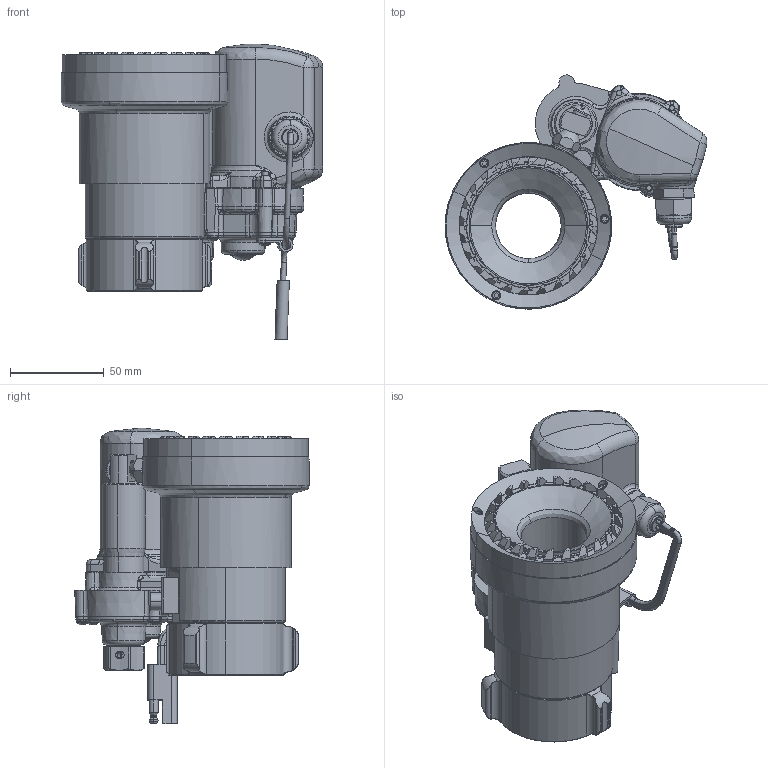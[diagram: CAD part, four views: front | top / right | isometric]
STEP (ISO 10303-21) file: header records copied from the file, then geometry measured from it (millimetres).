
FILE_DESCRIPTION (( 'STEP AP203' ), '1' );
FILE_NAME ('5000_Nozzle.STEP', '2012-12-13T22:08:42', ( 'eb' ), ( '' ), 'SwSTEP 2.0', 'SolidWorks 2012', '' );
FILE_SCHEMA (( 'CONFIG_CONTROL_DESIGN' ));
Length unit declared in the file: inch
Products named in the file (27): 5000_Nozzle; Products.Nozzles.5000-24E-5000-24E5000-24E (350GPM) Nozzle0500024180NULL; Hardware.Screws-Machine Screws0.250-20 X 0.500 SOC CAP SCR SS61040000_USE10NULL; Hardware.Screws-Machine ScrewsScrew-Mach (4-40 x 0.375-lg) Soc Hd Cap SS63780000_Machine ScrewsA10NULL; Release.Details 60000 - 64999-Details 60000 - 64999SCREW - CAP (SS) 10-32 X .250 TRUSS HD6107800020NULL; jmt-RAN 500ring-tooth retainer5763100120NULL; jmt-RAN 500teeth ring5887500010NULL; Release-Details 15000 - 19999Bracket - Push Rod1781300110NULL; Release.Details 65000 - 69999-Details 65000 - 69999Tip - Nozzle (Alum)6637500110NULL; Release.Details 80000 - 84999-Details 80000 - 84999ELECTRIC NOZZLE ACTUATOR ASSEMBLY81186001190NULL; Release-Details 20000 - 24999GEAR CASE - NOZZLE ACTUATOR2358300120NULL; Release-Details 20000 - 24999COVER - MOTOR2353400140NULL; Release.Details 65000 - 69999-Details 65000 - 69999TUBE - PUSH ROD67180000_Details 65000 - 6999910NULL; Release-Details 20000 - 24999CAP-GEARCASE20232001A40NULL; Release.Details 80000 - 84999-Details 80000 - 84999#6-32 X 1.500-LG (BUTTON HD) SS6410200010NULL; Release.Details 60000 - 64999-Details 60000 - 64999#6-32 X 1.250-LG (BUTTON HD) SS64080000_Details 60000 - 6499910NULL; Release.Details 60000 - 64999-Details 60000 - 64999Screw-Cap (#6-32 x 0.375-lg) Soc Hd SS6407300010NULL; Release-Details 35000 - 39999MOTOR HARNESS WFITTING36796000_Details 35000 - 3999950NULL; Release-Details 55000 - 59999PUSH ROD59087000_Details 55000 - 5999930NULL; Release-Details 45000 - 49999NUT-OVERIDE47379001_Details 45000 - 4999910NULL; Release-Details 20000 - 24999CLAMP - CABLE (0.187 DIA.)2357200020NULL; Release-Details 45000 - 49999NUT - OVERIDE47379001_IS10NULL; Release-Details 15000 - 19999BRACKET-MOUNTING1772800110NULL; Hardware.Screws-Set ScrewsScrew-Set (0.375-24 x 0.156-lg) Slot Hd Black Nylon6367400040NULL; Hardware.Gaskets-Rubber GasketsGasket-Rubber (1.5 NHT)33074000C30NULL; Products.Swivels-1.51.5 NH Swivel-BG 3-RL (Aluminum)63068001100NULL; Release-Details 15000 - 19999Body Nozzle 5000-24E1714900130NULL
Assembly tree (31 placements, depth 4):
  5000_Nozzle
    Products.Nozzles.5000-24E-5000-24E5000-24E (350GPM) Nozzle0500024180NULL
      Release-Details 15000 - 19999Body Nozzle 5000-24E1714900130NULL
      Products.Swivels-1.51.5 NH Swivel-BG 3-RL (Aluminum)63068001100NULL
      Hardware.Gaskets-Rubber GasketsGasket-Rubber (1.5 NHT)33074000C30NULL
      Hardware.Screws-Set ScrewsScrew-Set (0.375-24 x 0.156-lg) Slot Hd Black Nylon6367400040NULL
      Release.Details 80000 - 84999-Details 80000 - 84999ELECTRIC NOZZLE ACTUATOR ASSEMBLY81186001190NULL
        Release-Details 15000 - 19999BRACKET-MOUNTING1772800110NULL
        Release-Details 45000 - 49999NUT - OVERIDE47379001_IS10NULL
        Release-Details 20000 - 24999CLAMP - CABLE (0.187 DIA.)2357200020NULL
        Release-Details 45000 - 49999NUT-OVERIDE47379001_Details 45000 - 4999910NULL
        Release-Details 55000 - 59999PUSH ROD59087000_Details 55000 - 5999930NULL
        Release-Details 35000 - 39999MOTOR HARNESS WFITTING36796000_Details 35000 - 3999950NULL
        Release.Details 60000 - 64999-Details 60000 - 64999Screw-Cap (#6-32 x 0.375-lg) Soc Hd SS6407300010NULL  x2
        Release.Details 60000 - 64999-Details 60000 - 64999#6-32 X 1.250-LG (BUTTON HD) SS64080000_Details 60000 - 6499910NULL  x3
        Release.Details 80000 - 84999-Details 80000 - 84999#6-32 X 1.500-LG (BUTTON HD) SS6410200010NULL
        Release-Details 20000 - 24999CAP-GEARCASE20232001A40NULL
        Release.Details 65000 - 69999-Details 65000 - 69999TUBE - PUSH ROD67180000_Details 65000 - 6999910NULL
        Release-Details 20000 - 24999COVER - MOTOR2353400140NULL
        Release-Details 20000 - 24999GEAR CASE - NOZZLE ACTUATOR2358300120NULL
      Release.Details 65000 - 69999-Details 65000 - 69999Tip - Nozzle (Alum)6637500110NULL
      Release-Details 15000 - 19999Bracket - Push Rod1781300110NULL
      jmt-RAN 500teeth ring5887500010NULL
      jmt-RAN 500ring-tooth retainer5763100120NULL
      Release.Details 60000 - 64999-Details 60000 - 64999SCREW - CAP (SS) 10-32 X .250 TRUSS HD6107800020NULL
      Hardware.Screws-Machine ScrewsScrew-Mach (4-40 x 0.375-lg) Soc Hd Cap SS63780000_Machine ScrewsA10NULL  x3
      Hardware.Screws-Machine Screws0.250-20 X 0.500 SOC CAP SCR SS61040000_USE10NULL
Bounding box: 139.71 x 125.16 x 157.98 mm (x, y, z)
Volume: 426652 mm3; surface area: 196676.5 mm2
Topology: 29 solids, 29 shells, 1586 faces, 3906 edges, 2417 vertices
Faces by surface type: plane 501, cylinder 456, cone 267, bspline 212, torus 126, sphere 24
Entity records: 64876 total; most frequent: CARTESIAN_POINT 28094, ORIENTED_EDGE 7308, DIRECTION 6673, EDGE_CURVE 3654, AXIS2_PLACEMENT_3D 2690, VERTEX_POINT 2289, EDGE_LOOP 1655, ADVANCED_FACE 1492
